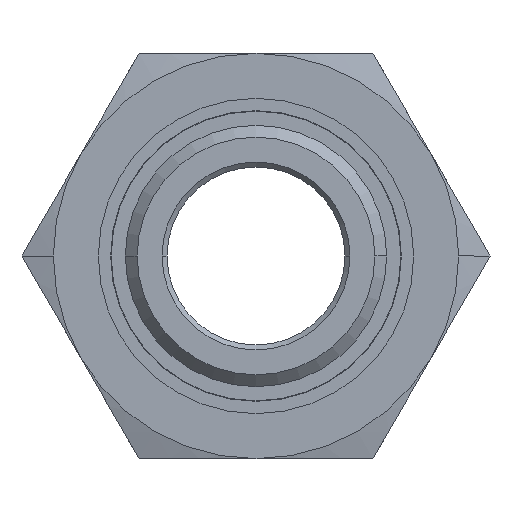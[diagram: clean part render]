
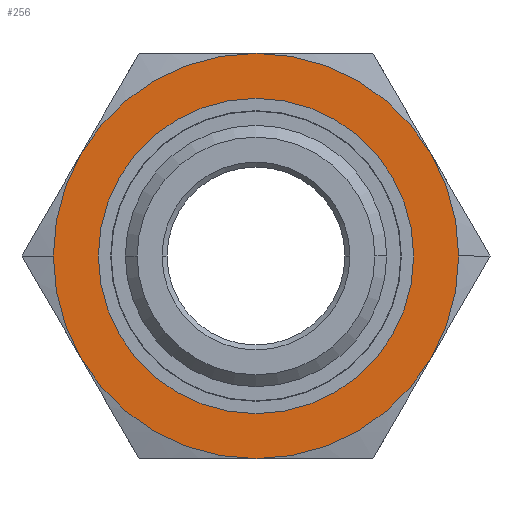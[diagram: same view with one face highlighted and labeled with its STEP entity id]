
A CAD part, left-side view. The second image highlights one B-rep face of the part: STEP entity #256.
In plain terms, the highlighted planar face has unit normal (-1, 0, 0).
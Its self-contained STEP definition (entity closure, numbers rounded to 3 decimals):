
#256 = ADVANCED_FACE( '', ( #498, #499 ), #500, .T. );
#498 = FACE_OUTER_BOUND( '', #817, .T. );
#499 = FACE_BOUND( '', #818, .T. );
#500 = PLANE( '', #819 );
#817 = EDGE_LOOP( '', ( #1610, #1611, #1612, #1613, #1614, #1615, #1616, #1617 ) );
#818 = EDGE_LOOP( '', ( #1618, #1619 ) );
#819 = AXIS2_PLACEMENT_3D( '', #1620, #1621, #1622 );
#1610 = ORIENTED_EDGE( '', *, *, #2322, .T. );
#1611 = ORIENTED_EDGE( '', *, *, #2173, .T. );
#1612 = ORIENTED_EDGE( '', *, *, #2317, .T. );
#1613 = ORIENTED_EDGE( '', *, *, #2318, .T. );
#1614 = ORIENTED_EDGE( '', *, *, #2175, .T. );
#1615 = ORIENTED_EDGE( '', *, *, #2319, .T. );
#1616 = ORIENTED_EDGE( '', *, *, #2320, .T. );
#1617 = ORIENTED_EDGE( '', *, *, #2321, .T. );
#1618 = ORIENTED_EDGE( '', *, *, #2133, .F. );
#1619 = ORIENTED_EDGE( '', *, *, #2330, .F. );
#1620 = CARTESIAN_POINT( '', ( 3., 10.25, 0. ) );
#1621 = DIRECTION( '', ( -1., 0., 0. ) );
#1622 = DIRECTION( '', ( 0., 1., 0. ) );
#2133 = EDGE_CURVE( '', #2503, #2506, #2507, .T. );
#2173 = EDGE_CURVE( '', #2575, #2577, #2579, .T. );
#2175 = EDGE_CURVE( '', #2583, #2580, #2584, .T. );
#2317 = EDGE_CURVE( '', #2577, #2773, #2816, .T. );
#2318 = EDGE_CURVE( '', #2773, #2583, #2817, .T. );
#2319 = EDGE_CURVE( '', #2580, #2804, #2818, .T. );
#2320 = EDGE_CURVE( '', #2804, #2796, #2819, .T. );
#2321 = EDGE_CURVE( '', #2796, #2783, #2820, .T. );
#2322 = EDGE_CURVE( '', #2783, #2575, #2821, .T. );
#2330 = EDGE_CURVE( '', #2506, #2503, #2829, .T. );
#2503 = VERTEX_POINT( '', #3069 );
#2506 = VERTEX_POINT( '', #3073 );
#2507 = CIRCLE( '', #3074, 15.95 );
#2575 = VERTEX_POINT( '', #3161 );
#2577 = VERTEX_POINT( '', #3164 );
#2579 = CIRCLE( '', #3175, 20.5 );
#2580 = VERTEX_POINT( '', #3176 );
#2583 = VERTEX_POINT( '', #3180 );
#2584 = CIRCLE( '', #3181, 20.5 );
#2773 = VERTEX_POINT( '', #3495 );
#2783 = VERTEX_POINT( '', #3543 );
#2796 = VERTEX_POINT( '', #3620 );
#2804 = VERTEX_POINT( '', #3665 );
#2816 = CIRCLE( '', #3714, 20.5 );
#2817 = CIRCLE( '', #3715, 20.5 );
#2818 = CIRCLE( '', #3716, 20.5 );
#2819 = CIRCLE( '', #3717, 20.5 );
#2820 = CIRCLE( '', #3718, 20.5 );
#2821 = CIRCLE( '', #3719, 20.5 );
#2829 = CIRCLE( '', #3727, 15.95 );
#3069 = CARTESIAN_POINT( '', ( 3., 15.95, 0. ) );
#3073 = CARTESIAN_POINT( '', ( 3., -15.95, 0. ) );
#3074 = AXIS2_PLACEMENT_3D( '', #4206, #4207, #4208 );
#3161 = CARTESIAN_POINT( '', ( 3., 20.5, 0. ) );
#3164 = CARTESIAN_POINT( '', ( 3., 17.754, -10.25 ) );
#3175 = AXIS2_PLACEMENT_3D( '', #4283, #4284, #4285 );
#3176 = CARTESIAN_POINT( '', ( 3., -20.5, 0. ) );
#3180 = CARTESIAN_POINT( '', ( 3., -17.754, -10.25 ) );
#3181 = AXIS2_PLACEMENT_3D( '', #4287, #4288, #4289 );
#3495 = CARTESIAN_POINT( '', ( 3., 0., -20.5 ) );
#3543 = CARTESIAN_POINT( '', ( 3., 17.754, 10.25 ) );
#3620 = CARTESIAN_POINT( '', ( 3., 0., 20.5 ) );
#3665 = CARTESIAN_POINT( '', ( 3., -17.754, 10.25 ) );
#3714 = AXIS2_PLACEMENT_3D( '', #4456, #4457, #4458 );
#3715 = AXIS2_PLACEMENT_3D( '', #4459, #4460, #4461 );
#3716 = AXIS2_PLACEMENT_3D( '', #4462, #4463, #4464 );
#3717 = AXIS2_PLACEMENT_3D( '', #4465, #4466, #4467 );
#3718 = AXIS2_PLACEMENT_3D( '', #4468, #4469, #4470 );
#3719 = AXIS2_PLACEMENT_3D( '', #4471, #4472, #4473 );
#3727 = AXIS2_PLACEMENT_3D( '', #4495, #4496, #4497 );
#4206 = CARTESIAN_POINT( '', ( 3., 0., 0. ) );
#4207 = DIRECTION( '', ( -1., 0., 0. ) );
#4208 = DIRECTION( '', ( 0., 1., 0. ) );
#4283 = CARTESIAN_POINT( '', ( 3., 0., 0. ) );
#4284 = DIRECTION( '', ( -1., 0., 0. ) );
#4285 = DIRECTION( '', ( 0., 1., 0. ) );
#4287 = CARTESIAN_POINT( '', ( 3., 0., 0. ) );
#4288 = DIRECTION( '', ( -1., 0., 0. ) );
#4289 = DIRECTION( '', ( 0., 1., 0. ) );
#4456 = CARTESIAN_POINT( '', ( 3., 0., 0. ) );
#4457 = DIRECTION( '', ( -1., 0., 0. ) );
#4458 = DIRECTION( '', ( 0., 1., 0. ) );
#4459 = CARTESIAN_POINT( '', ( 3., 0., 0. ) );
#4460 = DIRECTION( '', ( -1., 0., 0. ) );
#4461 = DIRECTION( '', ( 0., 1., 0. ) );
#4462 = CARTESIAN_POINT( '', ( 3., 0., 0. ) );
#4463 = DIRECTION( '', ( -1., 0., 0. ) );
#4464 = DIRECTION( '', ( 0., 1., 0. ) );
#4465 = CARTESIAN_POINT( '', ( 3., 0., 0. ) );
#4466 = DIRECTION( '', ( -1., 0., 0. ) );
#4467 = DIRECTION( '', ( 0., 1., 0. ) );
#4468 = CARTESIAN_POINT( '', ( 3., 0., 0. ) );
#4469 = DIRECTION( '', ( -1., 0., 0. ) );
#4470 = DIRECTION( '', ( 0., 1., 0. ) );
#4471 = CARTESIAN_POINT( '', ( 3., 0., 0. ) );
#4472 = DIRECTION( '', ( -1., 0., 0. ) );
#4473 = DIRECTION( '', ( 0., 1., 0. ) );
#4495 = CARTESIAN_POINT( '', ( 3., 0., 0. ) );
#4496 = DIRECTION( '', ( -1., 0., 0. ) );
#4497 = DIRECTION( '', ( 0., 1., 0. ) );
